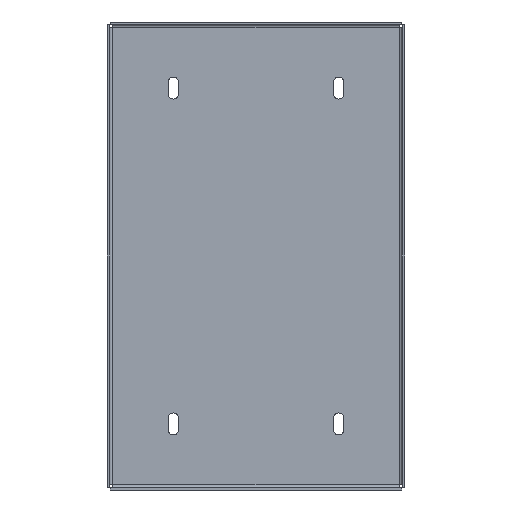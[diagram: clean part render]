
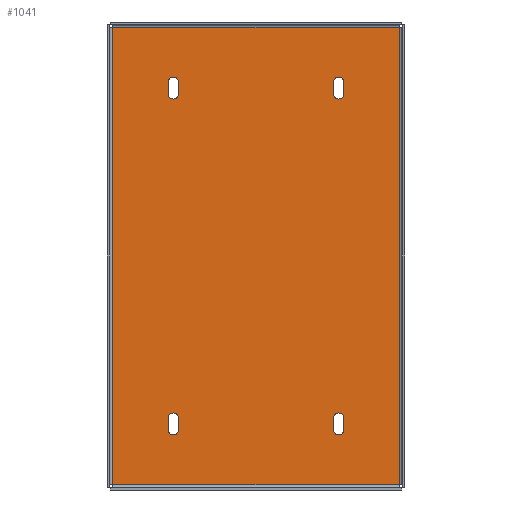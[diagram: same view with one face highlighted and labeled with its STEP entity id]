
A CAD part, front view. The second image highlights one B-rep face of the part: STEP entity #1041.
In plain terms, the highlighted planar face has unit normal (0, -1, 0).
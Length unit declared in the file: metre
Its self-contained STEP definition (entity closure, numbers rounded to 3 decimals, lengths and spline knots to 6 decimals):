
#21=CIRCLE('',#1103,0.004);
#23=CIRCLE('',#1107,0.004);
#25=CIRCLE('',#1111,0.004);
#27=CIRCLE('',#1114,0.004);
#29=CIRCLE('',#1118,0.004);
#31=CIRCLE('',#1121,0.004);
#33=CIRCLE('',#1125,0.004);
#35=CIRCLE('',#1131,0.004);
#164=ORIENTED_EDGE('',*,*,#421,.T.);
#165=ORIENTED_EDGE('',*,*,#423,.T.);
#166=ORIENTED_EDGE('',*,*,#415,.T.);
#167=ORIENTED_EDGE('',*,*,#418,.F.);
#168=ORIENTED_EDGE('',*,*,#411,.F.);
#169=ORIENTED_EDGE('',*,*,#425,.F.);
#170=ORIENTED_EDGE('',*,*,#405,.F.);
#171=ORIENTED_EDGE('',*,*,#408,.T.);
#172=ORIENTED_EDGE('',*,*,#401,.T.);
#173=ORIENTED_EDGE('',*,*,#427,.T.);
#174=ORIENTED_EDGE('',*,*,#395,.T.);
#175=ORIENTED_EDGE('',*,*,#398,.F.);
#176=ORIENTED_EDGE('',*,*,#430,.F.);
#177=ORIENTED_EDGE('',*,*,#431,.F.);
#178=ORIENTED_EDGE('',*,*,#432,.T.);
#179=ORIENTED_EDGE('',*,*,#433,.T.);
#180=ORIENTED_EDGE('',*,*,#391,.F.);
#181=ORIENTED_EDGE('',*,*,#429,.F.);
#182=ORIENTED_EDGE('',*,*,#385,.T.);
#183=ORIENTED_EDGE('',*,*,#388,.F.);
#385=EDGE_CURVE('',#525,#527,#621,.F.);
#388=EDGE_CURVE('',#529,#527,#21,.T.);
#391=EDGE_CURVE('',#531,#529,#625,.F.);
#395=EDGE_CURVE('',#533,#535,#23,.F.);
#398=EDGE_CURVE('',#537,#535,#630,.T.);
#401=EDGE_CURVE('',#537,#539,#25,.F.);
#405=EDGE_CURVE('',#543,#541,#27,.T.);
#408=EDGE_CURVE('',#543,#545,#636,.F.);
#411=EDGE_CURVE('',#547,#545,#29,.T.);
#415=EDGE_CURVE('',#549,#551,#31,.F.);
#418=EDGE_CURVE('',#553,#551,#642,.T.);
#421=EDGE_CURVE('',#553,#555,#33,.F.);
#423=EDGE_CURVE('',#555,#549,#645,.T.);
#425=EDGE_CURVE('',#541,#547,#647,.F.);
#427=EDGE_CURVE('',#539,#533,#649,.T.);
#429=EDGE_CURVE('',#525,#531,#35,.T.);
#430=EDGE_CURVE('',#556,#557,#650,.T.);
#431=EDGE_CURVE('',#558,#556,#651,.F.);
#432=EDGE_CURVE('',#558,#559,#652,.T.);
#433=EDGE_CURVE('',#559,#557,#653,.T.);
#525=VERTEX_POINT('',#1534);
#527=VERTEX_POINT('',#1538);
#529=VERTEX_POINT('',#1544);
#531=VERTEX_POINT('',#1550);
#533=VERTEX_POINT('',#1555);
#535=VERTEX_POINT('',#1559);
#537=VERTEX_POINT('',#1565);
#539=VERTEX_POINT('',#1571);
#541=VERTEX_POINT('',#1576);
#543=VERTEX_POINT('',#1580);
#545=VERTEX_POINT('',#1586);
#547=VERTEX_POINT('',#1592);
#549=VERTEX_POINT('',#1597);
#551=VERTEX_POINT('',#1601);
#553=VERTEX_POINT('',#1607);
#555=VERTEX_POINT('',#1613);
#556=VERTEX_POINT('',#1629);
#557=VERTEX_POINT('',#1630);
#558=VERTEX_POINT('',#1632);
#559=VERTEX_POINT('',#1634);
#621=LINE('',#1539,#737);
#625=LINE('',#1551,#741);
#630=LINE('',#1566,#746);
#636=LINE('',#1587,#752);
#642=LINE('',#1608,#758);
#645=LINE('',#1617,#761);
#647=LINE('',#1620,#763);
#649=LINE('',#1623,#765);
#650=LINE('',#1628,#766);
#651=LINE('',#1631,#767);
#652=LINE('',#1633,#768);
#653=LINE('',#1635,#769);
#737=VECTOR('',#1226,1.);
#741=VECTOR('',#1238,1.);
#746=VECTOR('',#1251,1.);
#752=VECTOR('',#1271,1.);
#758=VECTOR('',#1291,1.);
#761=VECTOR('',#1302,1.);
#763=VECTOR('',#1306,1.);
#765=VECTOR('',#1310,1.);
#766=VECTOR('',#1319,1.);
#767=VECTOR('',#1320,1.);
#768=VECTOR('',#1321,1.);
#769=VECTOR('',#1322,1.);
#855=EDGE_LOOP('',(#164,#165,#166,#167));
#856=EDGE_LOOP('',(#168,#169,#170,#171));
#857=EDGE_LOOP('',(#172,#173,#174,#175));
#858=EDGE_LOOP('',(#176,#177,#178,#179));
#859=EDGE_LOOP('',(#180,#181,#182,#183));
#925=FACE_BOUND('',#855,.T.);
#926=FACE_BOUND('',#856,.T.);
#927=FACE_BOUND('',#857,.T.);
#928=FACE_BOUND('',#858,.T.);
#929=FACE_BOUND('',#859,.T.);
#987=PLANE('',#1132);
#1041=ADVANCED_FACE('',(#925,#926,#927,#928,#929),#987,.T.);
#1103=AXIS2_PLACEMENT_3D('',#1545,#1232,#1233);
#1107=AXIS2_PLACEMENT_3D('',#1560,#1245,#1246);
#1111=AXIS2_PLACEMENT_3D('',#1572,#1257,#1258);
#1114=AXIS2_PLACEMENT_3D('',#1581,#1265,#1266);
#1118=AXIS2_PLACEMENT_3D('',#1593,#1277,#1278);
#1121=AXIS2_PLACEMENT_3D('',#1602,#1285,#1286);
#1125=AXIS2_PLACEMENT_3D('',#1614,#1297,#1298);
#1131=AXIS2_PLACEMENT_3D('',#1626,#1315,#1316);
#1132=AXIS2_PLACEMENT_3D('',#1627,#1317,#1318);
#1226=DIRECTION('',(0.,0.,-1.));
#1232=DIRECTION('',(0.,-1.,0.));
#1233=DIRECTION('',(0.,0.,-1.));
#1238=DIRECTION('',(0.,0.,-1.));
#1245=DIRECTION('',(0.,-1.,0.));
#1246=DIRECTION('',(0.,0.,-1.));
#1251=DIRECTION('',(0.,0.,-1.));
#1257=DIRECTION('',(0.,-1.,0.));
#1258=DIRECTION('',(0.,0.,-1.));
#1265=DIRECTION('',(0.,-1.,0.));
#1266=DIRECTION('',(0.,0.,-1.));
#1271=DIRECTION('',(0.,0.,-1.));
#1277=DIRECTION('',(0.,-1.,0.));
#1278=DIRECTION('',(0.,0.,-1.));
#1285=DIRECTION('',(0.,-1.,0.));
#1286=DIRECTION('',(0.,0.,-1.));
#1291=DIRECTION('',(0.,0.,-1.));
#1297=DIRECTION('',(0.,-1.,0.));
#1298=DIRECTION('',(0.,0.,-1.));
#1302=DIRECTION('',(0.,0.,-1.));
#1306=DIRECTION('',(0.,0.,-1.));
#1310=DIRECTION('',(0.,0.,-1.));
#1315=DIRECTION('',(0.,-1.,0.));
#1316=DIRECTION('',(0.,0.,-1.));
#1317=DIRECTION('',(0.,-1.,0.));
#1318=DIRECTION('',(0.,0.,-1.));
#1319=DIRECTION('',(1.,0.,0.));
#1320=DIRECTION('',(0.,0.,-1.));
#1321=DIRECTION('',(1.,0.,0.));
#1322=DIRECTION('',(0.,0.,1.));
#1534=CARTESIAN_POINT('',(0.151,0.048,0.04375));
#1538=CARTESIAN_POINT('',(0.151,0.048,0.05225));
#1539=CARTESIAN_POINT('',(0.151,0.048,0.));
#1544=CARTESIAN_POINT('',(0.159,0.048,0.05225));
#1545=CARTESIAN_POINT('',(0.155,0.048,0.05225));
#1550=CARTESIAN_POINT('',(0.159,0.048,0.04375));
#1551=CARTESIAN_POINT('',(0.159,0.048,0.));
#1555=CARTESIAN_POINT('',(0.159,0.048,0.29775));
#1559=CARTESIAN_POINT('',(0.151,0.048,0.29775));
#1560=CARTESIAN_POINT('',(0.155,0.048,0.29775));
#1565=CARTESIAN_POINT('',(0.151,0.048,0.30625));
#1566=CARTESIAN_POINT('',(0.151,0.048,0.));
#1571=CARTESIAN_POINT('',(0.159,0.048,0.30625));
#1572=CARTESIAN_POINT('',(0.155,0.048,0.30625));
#1576=CARTESIAN_POINT('',(0.034,0.048,0.04375));
#1580=CARTESIAN_POINT('',(0.026,0.048,0.04375));
#1581=CARTESIAN_POINT('',(0.03,0.048,0.04375));
#1586=CARTESIAN_POINT('',(0.026,0.048,0.05225));
#1587=CARTESIAN_POINT('',(0.026,0.048,0.));
#1592=CARTESIAN_POINT('',(0.034,0.048,0.05225));
#1593=CARTESIAN_POINT('',(0.03,0.048,0.05225));
#1597=CARTESIAN_POINT('',(0.034,0.048,0.29775));
#1601=CARTESIAN_POINT('',(0.026,0.048,0.29775));
#1602=CARTESIAN_POINT('',(0.03,0.048,0.29775));
#1607=CARTESIAN_POINT('',(0.026,0.048,0.30625));
#1608=CARTESIAN_POINT('',(0.026,0.048,0.));
#1613=CARTESIAN_POINT('',(0.034,0.048,0.30625));
#1614=CARTESIAN_POINT('',(0.03,0.048,0.30625));
#1617=CARTESIAN_POINT('',(0.034,0.048,0.));
#1620=CARTESIAN_POINT('',(0.034,0.048,0.));
#1623=CARTESIAN_POINT('',(0.159,0.048,0.));
#1626=CARTESIAN_POINT('',(0.155,0.048,0.04375));
#1627=CARTESIAN_POINT('',(0.072276,0.048,0.));
#1628=CARTESIAN_POINT('',(0.072276,0.048,0.348));
#1629=CARTESIAN_POINT('',(-0.016,0.048,0.348));
#1630=CARTESIAN_POINT('',(0.201,0.048,0.348));
#1631=CARTESIAN_POINT('',(-0.016,0.048,0.));
#1632=CARTESIAN_POINT('',(-0.016,0.048,0.002));
#1633=CARTESIAN_POINT('',(0.072276,0.048,0.002));
#1634=CARTESIAN_POINT('',(0.201,0.048,0.002));
#1635=CARTESIAN_POINT('',(0.201,0.048,0.));
